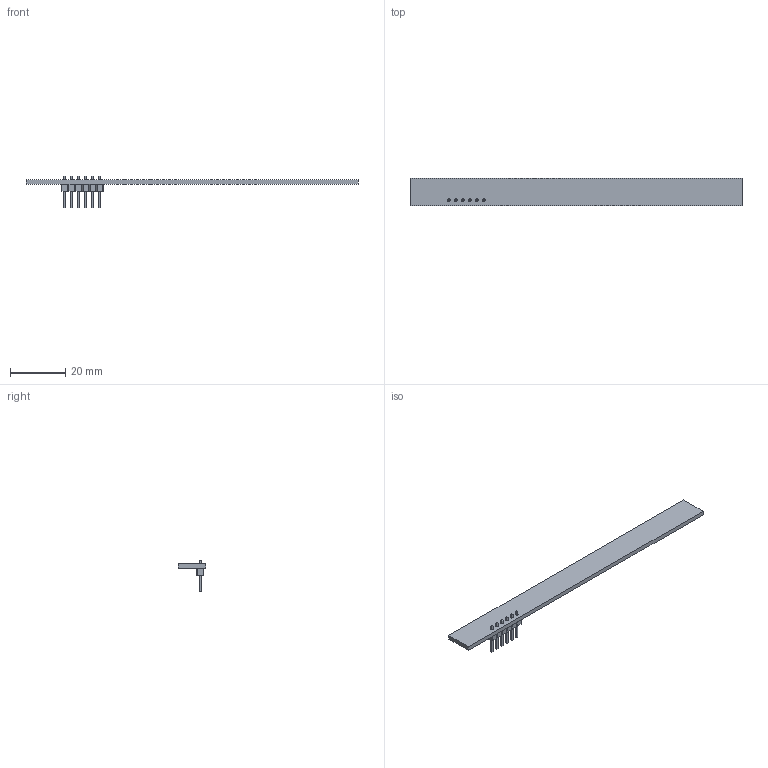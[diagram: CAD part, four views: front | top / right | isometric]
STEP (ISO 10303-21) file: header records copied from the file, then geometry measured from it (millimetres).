
FILE_DESCRIPTION(('KiCad electronic assembly'),'2;1');
FILE_NAME('Time-O-Mat_TouchBar_H00.step','2022-02-15T09:56:52',('Pcbnew' ),('Kicad'),'Open CASCADE STEP processor 7.6', 'KiCad to STEP converter','Unknown');
FILE_SCHEMA(('AUTOMOTIVE_DESIGN { 1 0 10303 214 1 1 1 1 }'));
Length unit declared in the file: millimetre
Products named in the file (4): Time-O-Mat_TouchBar_H00 1; PinHeader_1x06_P2.54mm_Vertical; SOLID; Time-O-Mat_TouchBar_H00 PCB
Assembly tree (3 placements, depth 3):
  Time-O-Mat_TouchBar_H00 1
    PinHeader_1x06_P2.54mm_Vertical
      SOLID
    Time-O-Mat_TouchBar_H00 PCB
Bounding box: 120 x 10 x 11.54 mm (x, y, z)
Volume: 2030.6 mm3; surface area: 3141.6 mm2
Topology: 2 solids, 2 shells, 160 faces, 384 edges, 240 vertices
Faces by surface type: bspline 148, plane 6, cylinder 6
Full cylindrical faces by diameter (mm): 1 x6
Entity records: 9570 total; most frequent: CARTESIAN_POINT 3062, B_SPLINE_CURVE_WITH_KNOTS 1062, ORIENTED_EDGE 768, PCURVE 768, DEFINITIONAL_REPRESENTATION 768, EDGE_CURVE 384, SURFACE_CURVE 378, VERTEX_POINT 240
